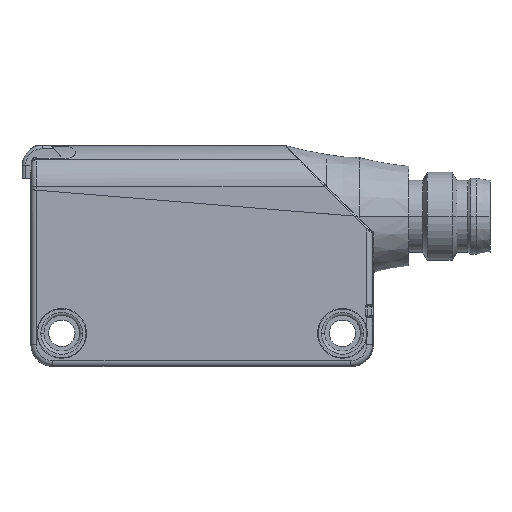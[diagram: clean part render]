
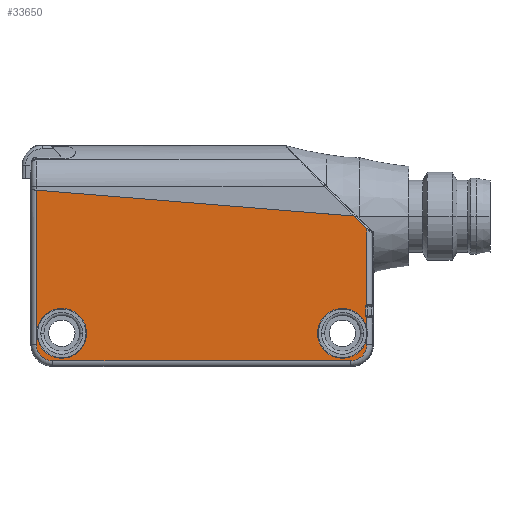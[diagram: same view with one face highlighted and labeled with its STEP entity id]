
A CAD part, left-side view. The second image highlights one B-rep face of the part: STEP entity #33650.
In plain terms, the highlighted planar face has unit normal (-1, 0, 0).
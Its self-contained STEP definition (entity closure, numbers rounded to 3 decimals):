
#25448=CARTESIAN_POINT('',(-5.5,3.454,-2.2));
#26780=CARTESIAN_POINT('',(-5.5,2.287,
-11.392));
#26796=DIRECTION('',(0.,0.,1.));
#26797=VECTOR('',#26796,0.592);
#26798=CARTESIAN_POINT('',(-5.5,2.287,
-13.812));
#26799=LINE('',#26798,#26797);
#26812=CARTESIAN_POINT('',(-5.5,2.287,-12.404));
#26814=DIRECTION('',(0.,0.,1.));
#26815=VECTOR('',#26814,1.012);
#26816=CARTESIAN_POINT('',(-5.5,2.287,-12.404));
#26817=LINE('',#26816,#26815);
#26848=CARTESIAN_POINT('',(-5.5,2.2,-10.412));
#26849=DIRECTION('',(-1.,0.,0.));
#26850=DIRECTION('',(0.,0.437,0.9));
#26851=AXIS2_PLACEMENT_3D('',#26848,#26849,#26850);
#26853=CARTESIAN_POINT('',(-5.5,2.2,-11.212));
#26854=DIRECTION('',(-1.,0.,0.));
#26855=DIRECTION('',(0.,1.,0.));
#26856=AXIS2_PLACEMENT_3D('',#26853,#26854,#26855);
#26858=CARTESIAN_POINT('',(-5.5,4.5,-12.812));
#26859=DIRECTION('',(-1.,0.,0.));
#26860=DIRECTION('',(0.,-0.983,0.181));
#26861=AXIS2_PLACEMENT_3D('',#26858,#26859,#26860);
#26863=CARTESIAN_POINT('',(-5.5,4.5,-12.812));
#26864=DIRECTION('',(-1.,0.,0.));
#26865=DIRECTION('',(0.,0.,1.));
#26866=AXIS2_PLACEMENT_3D('',#26863,#26864,#26865);
#26868=CARTESIAN_POINT('',(-5.5,4.5,-12.812));
#26869=DIRECTION('',(-1.,0.,0.));
#26870=DIRECTION('',(0.,0.,-1.));
#26871=AXIS2_PLACEMENT_3D('',#26868,#26869,#26870);
#26873=CARTESIAN_POINT('',(-5.5,3.787,
-13.812));
#26874=DIRECTION('',(1.,0.,0.));
#26875=DIRECTION('',(0.,-1.,0.));
#26876=AXIS2_PLACEMENT_3D('',#26873,#26874,#26875);
#26878=CARTESIAN_POINT('',(-5.5,30.7,-13.812));
#26879=DIRECTION('',(1.,0.,0.));
#26880=DIRECTION('',(0.,0.,-1.));
#26881=AXIS2_PLACEMENT_3D('',#26878,#26879,#26880);
#26883=DIRECTION('',(0.,-0.997,-0.081));
#26884=VECTOR('',#26883,28.842);
#26885=CARTESIAN_POINT('',(-5.5,32.2,0.147));
#26886=LINE('',#26885,#26884);
#26887=DIRECTION('',(0.,-0.707,-0.707));
#26888=VECTOR('',#26887,1.65);
#26889=CARTESIAN_POINT('',(-5.5,3.454,-2.2));
#26890=LINE('',#26889,#26888);
#26891=CARTESIAN_POINT('',(-5.5,29.9,-12.812));
#26892=DIRECTION('',(-1.,0.,0.));
#26893=DIRECTION('',(0.,0.,1.));
#26894=AXIS2_PLACEMENT_3D('',#26891,#26892,#26893);
#26896=CARTESIAN_POINT('',(-5.5,29.9,-12.812));
#26897=DIRECTION('',(-1.,0.,0.));
#26898=DIRECTION('',(0.,0.,-1.));
#26899=AXIS2_PLACEMENT_3D('',#26896,#26897,#26898);
#26943=DIRECTION('',(0.,0.,1.));
#26944=VECTOR('',#26943,6.866);
#26945=CARTESIAN_POINT('',(-5.5,2.287,
-10.232));
#26946=LINE('',#26945,#26944);
#27107=DIRECTION('',(0.,0.,1.));
#27108=VECTOR('',#27107,0.8);
#27109=CARTESIAN_POINT('',(-5.5,2.4,
-11.212));
#27110=LINE('',#27109,#27108);
#27239=DIRECTION('',(0.,-1.,0.));
#27240=VECTOR('',#27239,26.912);
#27241=CARTESIAN_POINT('',(-5.5,30.7,
-15.312));
#27242=LINE('',#27241,#27240);
#27341=DIRECTION('',(0.,0.,-1.));
#27342=VECTOR('',#27341,13.959);
#27343=CARTESIAN_POINT('',(-5.5,32.2,0.147));
#27344=LINE('',#27343,#27342);
#29370=VERTEX_POINT('',#25448);
#29371=CARTESIAN_POINT('',(-5.5,32.2,0.147));
#29372=VERTEX_POINT('',#29371);
#29683=VERTEX_POINT('',#26780);
#29684=CARTESIAN_POINT('',(-5.5,2.287,-13.812));
#29685=VERTEX_POINT('',#29684);
#29686=CARTESIAN_POINT('',(-5.5,2.287,-13.221));
#29687=VERTEX_POINT('',#29686);
#29689=VERTEX_POINT('',#26812);
#29695=CARTESIAN_POINT('',(-5.5,2.4,
-11.212));
#29696=VERTEX_POINT('',#29695);
#29697=CARTESIAN_POINT('',(-5.5,2.287,
-10.232));
#29698=CARTESIAN_POINT('',(-5.5,2.4,
-10.412));
#29699=VERTEX_POINT('',#29697);
#29700=VERTEX_POINT('',#29698);
#29701=CARTESIAN_POINT('',(-5.5,4.5,-10.562));
#29702=VERTEX_POINT('',#29701);
#29703=CARTESIAN_POINT('',(-5.5,4.5,-15.062));
#29704=VERTEX_POINT('',#29703);
#29705=CARTESIAN_POINT('',(-5.5,3.788,
-15.312));
#29706=VERTEX_POINT('',#29705);
#29707=CARTESIAN_POINT('',(-5.5,30.7,
-15.312));
#29708=VERTEX_POINT('',#29707);
#29709=CARTESIAN_POINT('',(-5.5,32.2,-13.812));
#29710=VERTEX_POINT('',#29709);
#29711=CARTESIAN_POINT('',(-5.5,2.287,
-3.366));
#29712=VERTEX_POINT('',#29711);
#29713=CARTESIAN_POINT('',(-5.5,29.9,-10.562));
#29714=CARTESIAN_POINT('',(-5.5,29.9,-15.062));
#29715=VERTEX_POINT('',#29713);
#29716=VERTEX_POINT('',#29714);
#33611=CARTESIAN_POINT('',(-5.5,17.244,-7.583));
#33612=DIRECTION('',(1.,0.,0.));
#33613=DIRECTION('',(0.,-1.,0.));
#33614=AXIS2_PLACEMENT_3D('',#33611,#33612,#33613);
#33615=PLANE('',#33614);
#33617=ORIENTED_EDGE('',*,*,#33616,.T.);
#33619=ORIENTED_EDGE('',*,*,#33618,.F.);
#33620=ORIENTED_EDGE('',*,*,#33597,.T.);
#33621=ORIENTED_EDGE('',*,*,#33514,.F.);
#33623=ORIENTED_EDGE('',*,*,#33622,.T.);
#33625=ORIENTED_EDGE('',*,*,#33624,.T.);
#33627=ORIENTED_EDGE('',*,*,#33626,.T.);
#33628=ORIENTED_EDGE('',*,*,#33508,.F.);
#33630=ORIENTED_EDGE('',*,*,#33629,.T.);
#33632=ORIENTED_EDGE('',*,*,#33631,.F.);
#33634=ORIENTED_EDGE('',*,*,#33633,.T.);
#33636=ORIENTED_EDGE('',*,*,#33635,.F.);
#33637=ORIENTED_EDGE('',*,*,#31123,.T.);
#33639=ORIENTED_EDGE('',*,*,#33638,.T.);
#33641=ORIENTED_EDGE('',*,*,#33640,.F.);
#33642=EDGE_LOOP('',(#33617,#33619,#33620,#33621,#33623,#33625,#33627,#33628,
#33630,#33632,#33634,#33636,#33637,#33639,#33641));
#33643=FACE_OUTER_BOUND('',#33642,.F.);
#33645=ORIENTED_EDGE('',*,*,#33644,.T.);
#33647=ORIENTED_EDGE('',*,*,#33646,.T.);
#33648=EDGE_LOOP('',(#33645,#33647));
#33649=FACE_BOUND('',#33648,.F.);
#33650=ADVANCED_FACE('',(#33643,#33649),#33615,.F.);
#26852=CIRCLE('',#26851,0.2);
#26857=CIRCLE('',#26856,0.2);
#26862=CIRCLE('',#26861,2.25);
#26867=CIRCLE('',#26866,2.25);
#26872=CIRCLE('',#26871,2.25);
#26877=CIRCLE('',#26876,1.5);
#26882=CIRCLE('',#26881,1.5);
#26895=CIRCLE('',#26894,2.25);
#26900=CIRCLE('',#26899,2.25);
#31123=EDGE_CURVE('',#29372,#29370,#26886,.T.);
#33508=EDGE_CURVE('',#29685,#29687,#26799,.T.);
#33514=EDGE_CURVE('',#29689,#29683,#26817,.T.);
#33597=EDGE_CURVE('',#29696,#29683,#26857,.T.);
#33616=EDGE_CURVE('',#29699,#29700,#26852,.T.);
#33618=EDGE_CURVE('',#29696,#29700,#27110,.T.);
#33622=EDGE_CURVE('',#29689,#29702,#26862,.T.);
#33624=EDGE_CURVE('',#29702,#29704,#26867,.T.);
#33626=EDGE_CURVE('',#29704,#29687,#26872,.T.);
#33629=EDGE_CURVE('',#29685,#29706,#26877,.T.);
#33631=EDGE_CURVE('',#29708,#29706,#27242,.T.);
#33633=EDGE_CURVE('',#29708,#29710,#26882,.T.);
#33635=EDGE_CURVE('',#29372,#29710,#27344,.T.);
#33638=EDGE_CURVE('',#29370,#29712,#26890,.T.);
#33640=EDGE_CURVE('',#29699,#29712,#26946,.T.);
#33644=EDGE_CURVE('',#29715,#29716,#26895,.T.);
#33646=EDGE_CURVE('',#29716,#29715,#26900,.T.);
